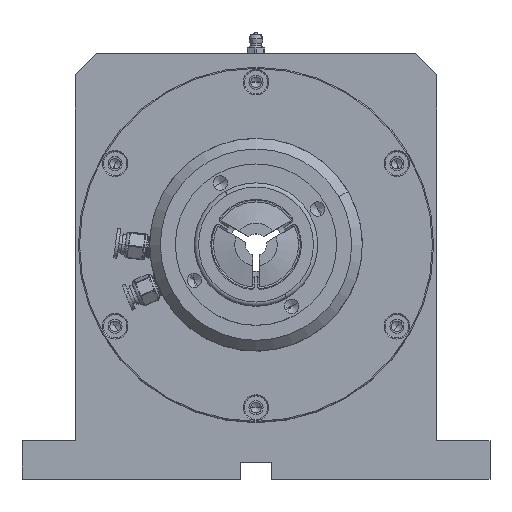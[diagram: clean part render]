
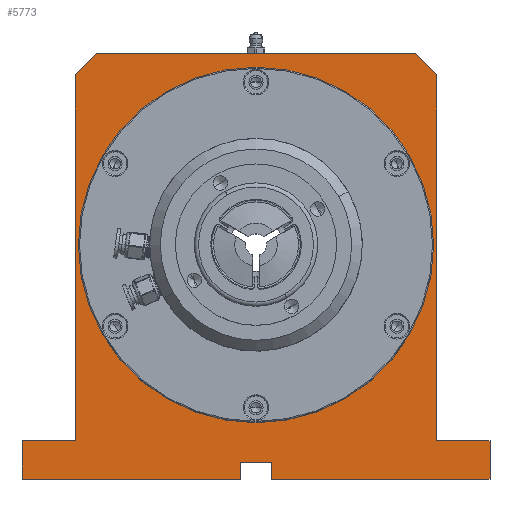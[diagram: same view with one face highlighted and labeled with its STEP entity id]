
A CAD part, top view. The second image highlights one B-rep face of the part: STEP entity #5773.
In plain terms, the highlighted planar face has unit normal (0, 0, 1).
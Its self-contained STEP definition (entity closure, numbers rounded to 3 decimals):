
#298 = ORIENTED_EDGE ( 'NONE', *, *, #26636, .T. ) ;
#348 = EDGE_CURVE ( 'NONE', #47508, #46675, #26453, .T. ) ;
#807 = DIRECTION ( 'NONE',  ( 0., -1., 0. ) ) ;
#973 = CARTESIAN_POINT ( 'NONE',  ( -121.516, 138.208, 57.25 ) ) ;
#1468 = CARTESIAN_POINT ( 'NONE',  ( -36.516, 58.208, 57.25 ) ) ;
#2231 = VERTEX_POINT ( 'NONE', #2238 ) ;
#2238 = CARTESIAN_POINT ( 'NONE',  ( -29.016, -51.792, 57.25 ) ) ;
#2509 = CARTESIAN_POINT ( 'NONE',  ( 48.484, -33.792, 57.25 ) ) ;
#2560 = CARTESIAN_POINT ( 'NONE',  ( -146.516, -33.792, 57.25 ) ) ;
#3152 = VECTOR ( 'NONE', #41887, 1000. ) ;
#3285 = EDGE_CURVE ( 'NONE', #41223, #58081, #12131, .T. ) ;
#4245 = DIRECTION ( 'NONE',  ( -1., 0., 0. ) ) ;
#4830 = CARTESIAN_POINT ( 'NONE',  ( 73.484, -51.792, 57.25 ) ) ;
#5501 = CIRCLE ( 'NONE', #63688, 45. ) ;
#5571 = DIRECTION ( 'NONE',  ( 1., 0., 0. ) ) ;
#5773 = ADVANCED_FACE ( 'NONE', ( #30449, #47246 ), #68366, .T. ) ;
#6096 = LINE ( 'NONE', #973, #31772 ) ;
#6612 = AXIS2_PLACEMENT_3D ( 'NONE', #21600, #43833, #5571 ) ;
#6998 = VECTOR ( 'NONE', #58622, 1000. ) ;
#7664 = DIRECTION ( 'NONE',  ( 0., 0., -1. ) ) ;
#7698 = CARTESIAN_POINT ( 'NONE',  ( -44.016, -43.792, 57.25 ) ) ;
#9027 = EDGE_LOOP ( 'NONE', ( #18811, #17806, #41634, #41119, #64286, #40800, #44951, #62643, #39433, #61635, #45974, #23304, #36302, #46197 ) ) ;
#9503 = VECTOR ( 'NONE', #25135, 1000. ) ;
#9678 = DIRECTION ( 'NONE',  ( 1., 0., 0. ) ) ;
#10740 = VECTOR ( 'NONE', #45938, 1000. ) ;
#11436 = CARTESIAN_POINT ( 'NONE',  ( -81.516, 58.208, 57.25 ) ) ;
#12131 = LINE ( 'NONE', #24071, #38314 ) ;
#12926 = EDGE_LOOP ( 'NONE', ( #298, #68870 ) ) ;
#15553 = EDGE_CURVE ( 'NONE', #2231, #64682, #64786, .T. ) ;
#15609 = DIRECTION ( 'NONE',  ( 1., 0., 0. ) ) ;
#16072 = CARTESIAN_POINT ( 'NONE',  ( 73.484, -33.792, 57.25 ) ) ;
#17160 = DIRECTION ( 'NONE',  ( 0., 1., 0. ) ) ;
#17524 = EDGE_CURVE ( 'NONE', #46890, #63738, #71098, .T. ) ;
#17616 = EDGE_CURVE ( 'NONE', #46675, #19846, #30901, .T. ) ;
#17806 = ORIENTED_EDGE ( 'NONE', *, *, #15553, .T. ) ;
#18139 = VERTEX_POINT ( 'NONE', #63972 ) ;
#18728 = CARTESIAN_POINT ( 'NONE',  ( 73.484, -51.792, 57.25 ) ) ;
#18811 = ORIENTED_EDGE ( 'NONE', *, *, #59814, .F. ) ;
#19636 = VERTEX_POINT ( 'NONE', #55373 ) ;
#19797 = EDGE_CURVE ( 'NONE', #31734, #63738, #44806, .T. ) ;
#19846 = VERTEX_POINT ( 'NONE', #69510 ) ;
#20151 = EDGE_CURVE ( 'NONE', #18139, #41223, #6096, .T. ) ;
#21600 = CARTESIAN_POINT ( 'NONE',  ( -36.516, 58.208, 57.25 ) ) ;
#22019 = VERTEX_POINT ( 'NONE', #36947 ) ;
#23177 = DIRECTION ( 'NONE',  ( -0.707, -0.707, 0. ) ) ;
#23304 = ORIENTED_EDGE ( 'NONE', *, *, #17524, .T. ) ;
#23308 = DIRECTION ( 'NONE',  ( -1., 0., 0. ) ) ;
#23743 = CARTESIAN_POINT ( 'NONE',  ( -146.516, -33.792, 57.25 ) ) ;
#24071 = CARTESIAN_POINT ( 'NONE',  ( -121.516, 138.208, 57.25 ) ) ;
#24753 = LINE ( 'NONE', #36072, #3152 ) ;
#24760 = EDGE_CURVE ( 'NONE', #19846, #22019, #45704, .T. ) ;
#24792 = CARTESIAN_POINT ( 'NONE',  ( -111.516, 148.208, 57.25 ) ) ;
#25135 = DIRECTION ( 'NONE',  ( -1., 0., 0. ) ) ;
#25483 = LINE ( 'NONE', #24792, #68760 ) ;
#25854 = DIRECTION ( 'NONE',  ( -1., 0., 0. ) ) ;
#26453 = LINE ( 'NONE', #69813, #56777 ) ;
#26636 = EDGE_CURVE ( 'NONE', #19636, #62486, #64737, .T. ) ;
#28731 = CARTESIAN_POINT ( 'NONE',  ( -44.016, -43.792, 57.25 ) ) ;
#29859 = CARTESIAN_POINT ( 'NONE',  ( -121.516, -33.792, 57.25 ) ) ;
#30156 = VECTOR ( 'NONE', #15609, 1000. ) ;
#30449 = FACE_BOUND ( 'NONE', #12926, .T. ) ;
#30546 = CARTESIAN_POINT ( 'NONE',  ( 48.484, 138.208, 57.25 ) ) ;
#30901 = LINE ( 'NONE', #30546, #6998 ) ;
#31240 = VERTEX_POINT ( 'NONE', #23743 ) ;
#31734 = VERTEX_POINT ( 'NONE', #49880 ) ;
#31772 = VECTOR ( 'NONE', #23177, 1000. ) ;
#32650 = CARTESIAN_POINT ( 'NONE',  ( -29.016, -43.792, 57.25 ) ) ;
#33582 = EDGE_CURVE ( 'NONE', #64682, #47508, #67447, .T. ) ;
#34994 = LINE ( 'NONE', #2560, #10740 ) ;
#35392 = LINE ( 'NONE', #7698, #9503 ) ;
#36072 = CARTESIAN_POINT ( 'NONE',  ( -29.016, -43.792, 57.25 ) ) ;
#36302 = ORIENTED_EDGE ( 'NONE', *, *, #19797, .F. ) ;
#36947 = CARTESIAN_POINT ( 'NONE',  ( 38.484, 148.208, 57.25 ) ) ;
#38314 = VECTOR ( 'NONE', #807, 1000. ) ;
#38360 = DIRECTION ( 'NONE',  ( 1., 0., 0. ) ) ;
#38461 = CARTESIAN_POINT ( 'NONE',  ( -121.516, 138.208, 57.25 ) ) ;
#38464 = VECTOR ( 'NONE', #17160, 1000. ) ;
#39433 = ORIENTED_EDGE ( 'NONE', *, *, #3285, .T. ) ;
#40250 = DIRECTION ( 'NONE',  ( -0.707, 0.707, 0. ) ) ;
#40663 = EDGE_CURVE ( 'NONE', #22019, #18139, #25483, .T. ) ;
#40800 = ORIENTED_EDGE ( 'NONE', *, *, #24760, .T. ) ;
#41119 = ORIENTED_EDGE ( 'NONE', *, *, #348, .T. ) ;
#41223 = VERTEX_POINT ( 'NONE', #38461 ) ;
#41396 = CARTESIAN_POINT ( 'NONE',  ( -146.516, -51.792, 57.25 ) ) ;
#41634 = ORIENTED_EDGE ( 'NONE', *, *, #33582, .T. ) ;
#41801 = AXIS2_PLACEMENT_3D ( 'NONE', #54118, #59582, #9678 ) ;
#41887 = DIRECTION ( 'NONE',  ( 0., 1., 0. ) ) ;
#42091 = VECTOR ( 'NONE', #40250, 1000. ) ;
#43833 = DIRECTION ( 'NONE',  ( 0., 0., -1. ) ) ;
#44425 = CARTESIAN_POINT ( 'NONE',  ( -44.016, -51.792, 57.25 ) ) ;
#44806 = LINE ( 'NONE', #28731, #49248 ) ;
#44858 = CARTESIAN_POINT ( 'NONE',  ( -121.516, -33.792, 57.25 ) ) ;
#44951 = ORIENTED_EDGE ( 'NONE', *, *, #40663, .T. ) ;
#45704 = LINE ( 'NONE', #57349, #42091 ) ;
#45933 = DIRECTION ( 'NONE',  ( 1., 0., 0. ) ) ;
#45938 = DIRECTION ( 'NONE',  ( 0., -1., 0. ) ) ;
#45974 = ORIENTED_EDGE ( 'NONE', *, *, #53824, .T. ) ;
#46197 = ORIENTED_EDGE ( 'NONE', *, *, #71777, .F. ) ;
#46675 = VERTEX_POINT ( 'NONE', #2509 ) ;
#46890 = VERTEX_POINT ( 'NONE', #41396 ) ;
#47246 = FACE_OUTER_BOUND ( 'NONE', #9027, .T. ) ;
#47508 = VERTEX_POINT ( 'NONE', #58632 ) ;
#49248 = VECTOR ( 'NONE', #67014, 1000. ) ;
#49880 = CARTESIAN_POINT ( 'NONE',  ( -44.016, -43.792, 57.25 ) ) ;
#51446 = VECTOR ( 'NONE', #23308, 1000. ) ;
#53654 = EDGE_CURVE ( 'NONE', #58081, #31240, #55796, .T. ) ;
#53677 = VECTOR ( 'NONE', #38360, 1000. ) ;
#53824 = EDGE_CURVE ( 'NONE', #31240, #46890, #34994, .T. ) ;
#54118 = CARTESIAN_POINT ( 'NONE',  ( -36.516, -51.792, 57.25 ) ) ;
#54969 = CARTESIAN_POINT ( 'NONE',  ( 73.484, -51.792, 57.25 ) ) ;
#55373 = CARTESIAN_POINT ( 'NONE',  ( 8.484, 58.208, 57.25 ) ) ;
#55796 = LINE ( 'NONE', #44858, #51446 ) ;
#56777 = VECTOR ( 'NONE', #4245, 1000. ) ;
#57349 = CARTESIAN_POINT ( 'NONE',  ( 48.484, 138.208, 57.25 ) ) ;
#58081 = VERTEX_POINT ( 'NONE', #29859 ) ;
#58622 = DIRECTION ( 'NONE',  ( 0., 1., 0. ) ) ;
#58632 = CARTESIAN_POINT ( 'NONE',  ( 73.484, -33.792, 57.25 ) ) ;
#59582 = DIRECTION ( 'NONE',  ( 0., 0., 1. ) ) ;
#59738 = EDGE_CURVE ( 'NONE', #62486, #19636, #5501, .T. ) ;
#59814 = EDGE_CURVE ( 'NONE', #2231, #60413, #24753, .T. ) ;
#60413 = VERTEX_POINT ( 'NONE', #32650 ) ;
#61635 = ORIENTED_EDGE ( 'NONE', *, *, #53654, .T. ) ;
#62486 = VERTEX_POINT ( 'NONE', #11436 ) ;
#62643 = ORIENTED_EDGE ( 'NONE', *, *, #20151, .T. ) ;
#63688 = AXIS2_PLACEMENT_3D ( 'NONE', #1468, #7664, #45933 ) ;
#63738 = VERTEX_POINT ( 'NONE', #44425 ) ;
#63972 = CARTESIAN_POINT ( 'NONE',  ( -111.516, 148.208, 57.25 ) ) ;
#64286 = ORIENTED_EDGE ( 'NONE', *, *, #17616, .T. ) ;
#64682 = VERTEX_POINT ( 'NONE', #18728 ) ;
#64737 = CIRCLE ( 'NONE', #6612, 45. ) ;
#64786 = LINE ( 'NONE', #54969, #30156 ) ;
#67014 = DIRECTION ( 'NONE',  ( 0., -1., 0. ) ) ;
#67447 = LINE ( 'NONE', #16072, #38464 ) ;
#68366 = PLANE ( 'NONE',  #41801 ) ;
#68760 = VECTOR ( 'NONE', #25854, 1000. ) ;
#68870 = ORIENTED_EDGE ( 'NONE', *, *, #59738, .T. ) ;
#69510 = CARTESIAN_POINT ( 'NONE',  ( 48.484, 138.208, 57.25 ) ) ;
#69813 = CARTESIAN_POINT ( 'NONE',  ( 73.484, -33.792, 57.25 ) ) ;
#71098 = LINE ( 'NONE', #4830, #53677 ) ;
#71777 = EDGE_CURVE ( 'NONE', #60413, #31734, #35392, .T. ) ;
